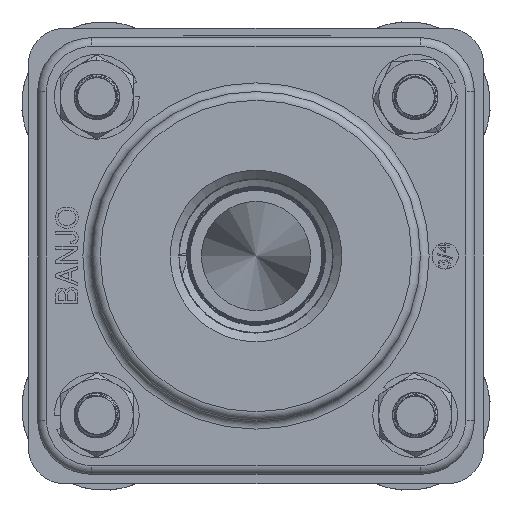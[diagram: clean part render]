
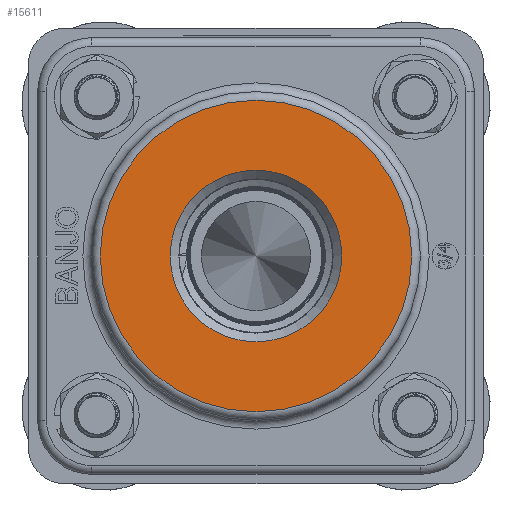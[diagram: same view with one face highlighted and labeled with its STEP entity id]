
A CAD part, left-side view. The second image highlights one B-rep face of the part: STEP entity #15611.
In plain terms, the highlighted face is planar.
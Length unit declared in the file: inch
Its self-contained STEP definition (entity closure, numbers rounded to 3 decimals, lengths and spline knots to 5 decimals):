
#571=FACE_BOUND('',#2999,.T.);
#882=PLANE('',#16929);
#2014=FACE_OUTER_BOUND('',#2998,.T.);
#2998=EDGE_LOOP('',(#13133,#13134));
#2999=EDGE_LOOP('',(#13135,#13136));
#6416=CIRCLE('',#16919,1.07);
#6421=CIRCLE('',#16924,1.07);
#6425=CIRCLE('',#16930,0.59);
#6426=CIRCLE('',#16931,0.59);
#7529=VERTEX_POINT('',#28912);
#7530=VERTEX_POINT('',#28913);
#7537=VERTEX_POINT('',#28932);
#7538=VERTEX_POINT('',#28933);
#9477=EDGE_CURVE('',#7529,#7530,#6416,.T.);
#9482=EDGE_CURVE('',#7530,#7529,#6421,.T.);
#9487=EDGE_CURVE('',#7537,#7538,#6425,.T.);
#9488=EDGE_CURVE('',#7538,#7537,#6426,.T.);
#13133=ORIENTED_EDGE('',*,*,#9477,.F.);
#13134=ORIENTED_EDGE('',*,*,#9482,.F.);
#13135=ORIENTED_EDGE('',*,*,#9487,.F.);
#13136=ORIENTED_EDGE('',*,*,#9488,.F.);
#15611=ADVANCED_FACE('',(#2014,#571),#882,.T.);
#16919=AXIS2_PLACEMENT_3D('',#28914,#19771,#19772);
#16924=AXIS2_PLACEMENT_3D('',#28922,#19781,#19782);
#16929=AXIS2_PLACEMENT_3D('',#28931,#19792,#19793);
#16930=AXIS2_PLACEMENT_3D('',#28934,#19794,#19795);
#16931=AXIS2_PLACEMENT_3D('',#28935,#19796,#19797);
#19771=DIRECTION('center_axis',(-1.,0.,0.));
#19772=DIRECTION('ref_axis',(0.,-1.,0.));
#19781=DIRECTION('center_axis',(-1.,0.,0.));
#19782=DIRECTION('ref_axis',(0.,-1.,0.));
#19792=DIRECTION('center_axis',(1.,0.,0.));
#19793=DIRECTION('ref_axis',(0.,0.,-1.));
#19794=DIRECTION('center_axis',(1.,0.,0.));
#19795=DIRECTION('ref_axis',(0.,1.,0.));
#19796=DIRECTION('center_axis',(1.,0.,0.));
#19797=DIRECTION('ref_axis',(0.,1.,0.));
#28912=CARTESIAN_POINT('',(1.375,1.07,0.));
#28913=CARTESIAN_POINT('',(1.375,0.,1.07));
#28914=CARTESIAN_POINT('Origin',(1.375,0.,0.));
#28922=CARTESIAN_POINT('Origin',(1.375,0.,0.));
#28931=CARTESIAN_POINT('Origin',(1.375,0.86,0.));
#28932=CARTESIAN_POINT('',(1.375,0.59,0.));
#28933=CARTESIAN_POINT('',(1.375,-0.59,0.));
#28934=CARTESIAN_POINT('Origin',(1.375,0.,0.));
#28935=CARTESIAN_POINT('Origin',(1.375,0.,0.));
